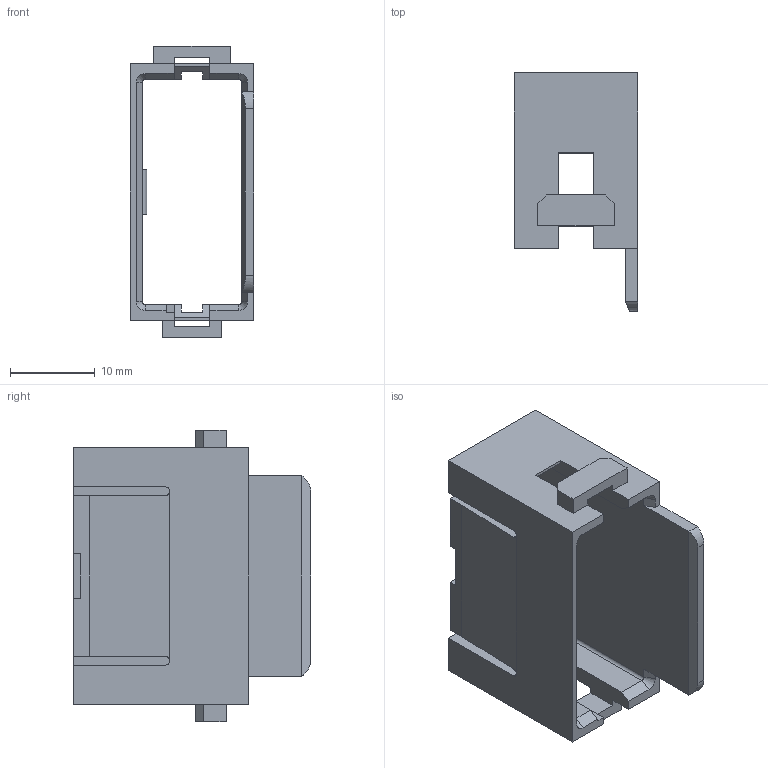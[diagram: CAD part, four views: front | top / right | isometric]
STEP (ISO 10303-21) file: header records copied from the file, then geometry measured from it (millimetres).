
FILE_DESCRIPTION((''),'2;1');
FILE_NAME('HMB_C-F-0921','2018-02-26T11:59:20',('sx.huang'),(''),'CREO PARAMETRIC BY PTC INC, 2016510','CREO PARAMETRIC BY PTC INC, 2016510','');
FILE_SCHEMA(('AUTOMOTIVE_DESIGN { 1 0 10303 214 1 1 1 1 }'));
Length unit declared in the file: millimetre
Products named in the file (1): HMB_C-F-0921
Bounding box: 14.6 x 28.05 x 34.4 mm (x, y, z)
Volume: 2743.4 mm3; surface area: 4101.5 mm2
Topology: 1 solids, 1 shells, 85 faces, 259 edges, 170 vertices
Faces by surface type: plane 72, cylinder 9, cone 4
Entity records: 3861 total; most frequent: CARTESIAN_POINT 543, ORIENTED_EDGE 518, DIRECTION 458, PRESENTATION_STYLE_ASSIGNMENT 260, STYLED_ITEM 260, CURVE_STYLE 259, EDGE_CURVE 259, VECTOR 235
